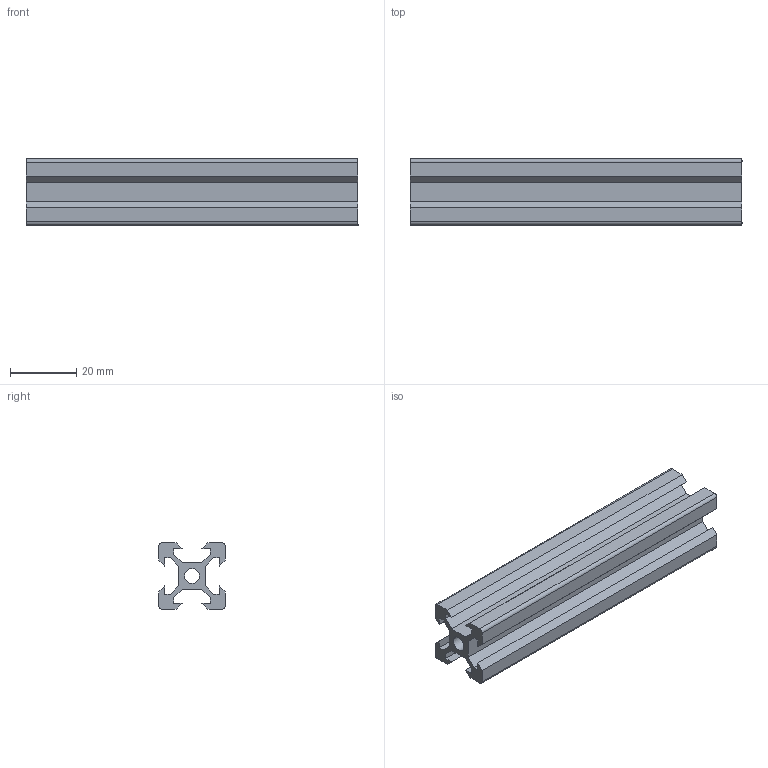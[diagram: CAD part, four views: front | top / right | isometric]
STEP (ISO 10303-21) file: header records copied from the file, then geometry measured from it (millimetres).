
FILE_DESCRIPTION(/* description */ (''),/* implementation_level */ '2;1');
FILE_NAME(/* name */ 'EXTRUSION 20X20 v6.step',/* time_stamp */ '2022-11-27T23:35:52+05:30',/* author */ (''),/* organization */ (''),/* preprocessor_version */ 'ST-DEVELOPER v19.2',/* originating_system */ 'Autodesk Translation Framework v11.17.0.187',/* authorisation */ '');
FILE_SCHEMA (('AUTOMOTIVE_DESIGN { 1 0 10303 214 3 1 1 }'));
Length unit declared in the file: millimetre
Products named in the file (3): EXTRUSION 20X20; extrusion (1); extrusion
Assembly tree (2 placements, depth 3):
  EXTRUSION 20X20
    extrusion (1)
      extrusion
Bounding box: 100 x 20 x 20 mm (x, y, z)
Volume: 16850.5 mm3; surface area: 16335.5 mm2
Topology: 1 solids, 1 shells, 51 faces, 147 edges, 98 vertices
Faces by surface type: plane 46, cylinder 5
Full cylindrical faces by diameter (mm): 4.5 x1
Entity records: 1735 total; most frequent: CARTESIAN_POINT 301, ORIENTED_EDGE 294, DIRECTION 269, EDGE_CURVE 147, LINE 137, VECTOR 137, VERTEX_POINT 98, AXIS2_PLACEMENT_3D 66
